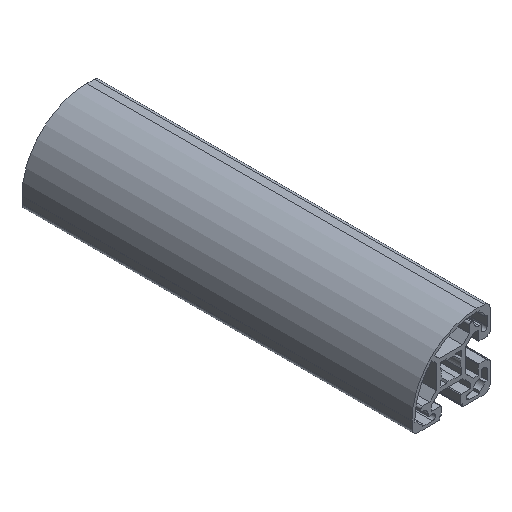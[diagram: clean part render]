
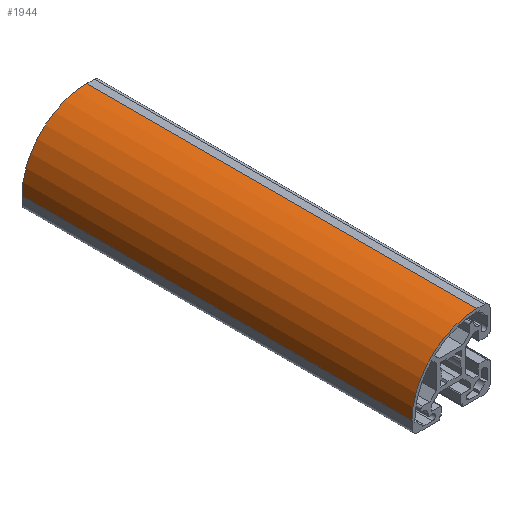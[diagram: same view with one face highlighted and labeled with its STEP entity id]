
A CAD part, isometric view. The second image highlights one B-rep face of the part: STEP entity #1944.
In plain terms, the highlighted cylindrical face has radius 33.3 mm (diameter 66.6 mm), a partial arc.
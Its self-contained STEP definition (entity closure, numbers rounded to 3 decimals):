
#236 = EDGE_CURVE ( 'NONE', #2847, #3871, #470, .T. ) ;
#259 = CARTESIAN_POINT ( 'NONE',  ( 13.3, 0., 20. ) ) ;
#349 = CARTESIAN_POINT ( 'NONE',  ( -20., 200., -13.3 ) ) ;
#395 = LINE ( 'NONE', #4076, #2839 ) ;
#470 = CIRCLE ( 'NONE', #3868, 33.3 ) ;
#488 = VECTOR ( 'NONE', #2829, 1000. ) ;
#893 = DIRECTION ( 'NONE',  ( 0., 0., 1. ) ) ;
#938 = DIRECTION ( 'NONE',  ( 0., -1., 0. ) ) ;
#950 = ORIENTED_EDGE ( 'NONE', *, *, #3123, .T. ) ;
#1034 = ORIENTED_EDGE ( 'NONE', *, *, #3449, .T. ) ;
#1102 = EDGE_LOOP ( 'NONE', ( #3904, #2174, #950, #1034 ) ) ;
#1362 = AXIS2_PLACEMENT_3D ( 'NONE', #3972, #2953, #2633 ) ;
#1547 = VERTEX_POINT ( 'NONE', #349 ) ;
#1581 = CARTESIAN_POINT ( 'NONE',  ( 13.3, 0., 20. ) ) ;
#1859 = CARTESIAN_POINT ( 'NONE',  ( -20., 0., -13.3 ) ) ;
#1928 = VERTEX_POINT ( 'NONE', #3104 ) ;
#1944 = ADVANCED_FACE ( 'NONE', ( #2367 ), #3507, .T. ) ;
#2174 = ORIENTED_EDGE ( 'NONE', *, *, #3968, .T. ) ;
#2367 = FACE_OUTER_BOUND ( 'NONE', #1102, .T. ) ;
#2466 = DIRECTION ( 'NONE',  ( 0., 0., 1. ) ) ;
#2633 = DIRECTION ( 'NONE',  ( 0., 0., 1. ) ) ;
#2708 = CARTESIAN_POINT ( 'NONE',  ( 13.3, 0., -13.3 ) ) ;
#2829 = DIRECTION ( 'NONE',  ( 0., 1., 0. ) ) ;
#2834 = LINE ( 'NONE', #1581, #488 ) ;
#2839 = VECTOR ( 'NONE', #938, 1000. ) ;
#2847 = VERTEX_POINT ( 'NONE', #1859 ) ;
#2953 = DIRECTION ( 'NONE',  ( 0., -1., 0. ) ) ;
#3084 = DIRECTION ( 'NONE',  ( 0., 1., 0. ) ) ;
#3104 = CARTESIAN_POINT ( 'NONE',  ( 13.3, 200., 20. ) ) ;
#3123 = EDGE_CURVE ( 'NONE', #1928, #1547, #3401, .T. ) ;
#3401 = CIRCLE ( 'NONE', #1362, 33.3 ) ;
#3403 = CARTESIAN_POINT ( 'NONE',  ( 13.3, 0., -13.3 ) ) ;
#3449 = EDGE_CURVE ( 'NONE', #1547, #2847, #395, .T. ) ;
#3507 = CYLINDRICAL_SURFACE ( 'NONE', #3561, 33.3 ) ;
#3561 = AXIS2_PLACEMENT_3D ( 'NONE', #3403, #4039, #2466 ) ;
#3868 = AXIS2_PLACEMENT_3D ( 'NONE', #2708, #3084, #893 ) ;
#3871 = VERTEX_POINT ( 'NONE', #259 ) ;
#3904 = ORIENTED_EDGE ( 'NONE', *, *, #236, .T. ) ;
#3968 = EDGE_CURVE ( 'NONE', #3871, #1928, #2834, .T. ) ;
#3972 = CARTESIAN_POINT ( 'NONE',  ( 13.3, 200., -13.3 ) ) ;
#4039 = DIRECTION ( 'NONE',  ( 0., 1., 0. ) ) ;
#4076 = CARTESIAN_POINT ( 'NONE',  ( -20., 0., -13.3 ) ) ;
